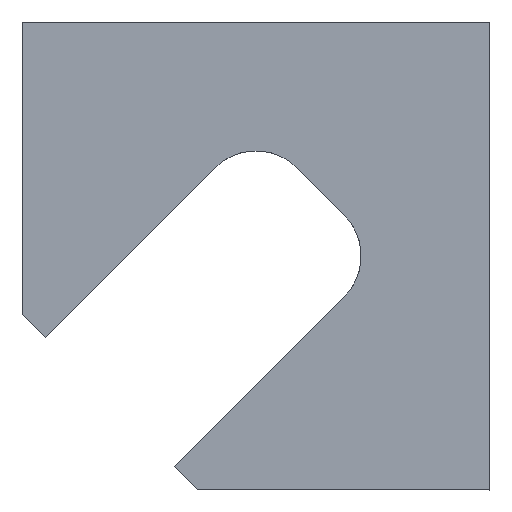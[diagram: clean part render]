
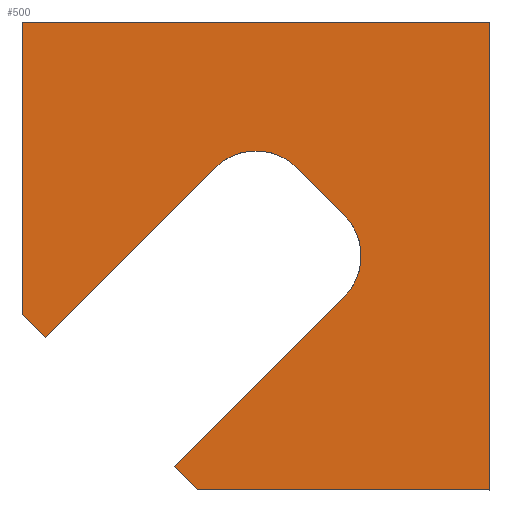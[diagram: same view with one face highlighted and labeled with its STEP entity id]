
A CAD part, front view. The second image highlights one B-rep face of the part: STEP entity #500.
In plain terms, the highlighted planar face has unit normal (0, -1, 0).
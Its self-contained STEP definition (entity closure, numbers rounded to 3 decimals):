
#23=PLANE('',#563);
#73=FACE_OUTER_BOUND('',#109,.T.);
#109=EDGE_LOOP('',(#443,#444,#445,#446,#447,#448,#449,#450,#451,#452,#453));
#127=CIRCLE('',#545,4.);
#130=CIRCLE('',#553,4.);
#148=LINE('',#939,#188);
#153=LINE('',#950,#193);
#157=LINE('',#957,#197);
#164=LINE('',#968,#204);
#165=LINE('',#970,#205);
#166=LINE('',#972,#206);
#167=LINE('',#975,#207);
#169=LINE('',#979,#209);
#170=LINE('',#980,#210);
#188=VECTOR('',#650,2.235);
#193=VECTOR('',#657,2.235);
#197=VECTOR('',#663,20.);
#204=VECTOR('',#674,4.5);
#205=VECTOR('',#677,16.392);
#206=VECTOR('',#680,16.392);
#207=VECTOR('',#683,20.);
#209=VECTOR('',#687,32.);
#210=VECTOR('',#688,32.);
#238=VERTEX_POINT('',#885);
#239=VERTEX_POINT('',#887);
#246=VERTEX_POINT('',#925);
#247=VERTEX_POINT('',#927);
#250=VERTEX_POINT('',#935);
#252=VERTEX_POINT('',#938);
#256=VERTEX_POINT('',#947);
#257=VERTEX_POINT('',#949);
#259=VERTEX_POINT('',#955);
#262=VERTEX_POINT('',#974);
#263=VERTEX_POINT('',#978);
#292=EDGE_CURVE('',#239,#238,#127,.T.);
#303=EDGE_CURVE('',#247,#246,#130,.T.);
#308=EDGE_CURVE('',#252,#250,#148,.T.);
#313=EDGE_CURVE('',#257,#256,#153,.T.);
#317=EDGE_CURVE('',#256,#259,#157,.T.);
#324=EDGE_CURVE('',#246,#239,#164,.T.);
#325=EDGE_CURVE('',#250,#247,#165,.T.);
#326=EDGE_CURVE('',#238,#257,#166,.T.);
#327=EDGE_CURVE('',#262,#252,#167,.T.);
#329=EDGE_CURVE('',#263,#259,#169,.T.);
#330=EDGE_CURVE('',#262,#263,#170,.T.);
#443=ORIENTED_EDGE('',*,*,#313,.T.);
#444=ORIENTED_EDGE('',*,*,#317,.T.);
#445=ORIENTED_EDGE('',*,*,#329,.F.);
#446=ORIENTED_EDGE('',*,*,#330,.F.);
#447=ORIENTED_EDGE('',*,*,#327,.T.);
#448=ORIENTED_EDGE('',*,*,#308,.T.);
#449=ORIENTED_EDGE('',*,*,#325,.T.);
#450=ORIENTED_EDGE('',*,*,#303,.T.);
#451=ORIENTED_EDGE('',*,*,#324,.T.);
#452=ORIENTED_EDGE('',*,*,#292,.T.);
#453=ORIENTED_EDGE('',*,*,#326,.T.);
#500=ADVANCED_FACE('',(#73),#23,.T.);
#545=AXIS2_PLACEMENT_3D('',#888,#621,#622);
#553=AXIS2_PLACEMENT_3D('',#928,#641,#642);
#563=AXIS2_PLACEMENT_3D('',#977,#685,#686);
#621=DIRECTION('center_axis',(0.,1.,0.));
#622=DIRECTION('ref_axis',(-1.,0.,0.));
#641=DIRECTION('center_axis',(0.,1.,0.));
#642=DIRECTION('ref_axis',(-1.,0.,0.));
#650=DIRECTION('',(0.707,0.,-0.707));
#657=DIRECTION('',(0.707,0.,-0.707));
#663=DIRECTION('',(1.,0.,0.));
#674=DIRECTION('',(0.707,0.,-0.707));
#677=DIRECTION('',(0.707,0.,0.707));
#680=DIRECTION('',(-0.707,0.,-0.707));
#683=DIRECTION('',(0.,0.,-1.));
#685=DIRECTION('center_axis',(0.,-1.,0.));
#686=DIRECTION('ref_axis',(0.,0.,-1.));
#687=DIRECTION('',(0.,0.,-1.));
#688=DIRECTION('',(1.,0.,0.));
#885=CARTESIAN_POINT('',(-2646.939,-1331.165,-231.831));
#887=CARTESIAN_POINT('',(-2646.939,-1331.165,-226.174));
#888=CARTESIAN_POINT('Origin',(-2649.768,-1331.165,-229.003));
#925=CARTESIAN_POINT('',(-2650.121,-1331.165,-222.992));
#927=CARTESIAN_POINT('',(-2655.778,-1331.165,-222.992));
#928=CARTESIAN_POINT('Origin',(-2652.95,-1331.165,-225.821));
#935=CARTESIAN_POINT('',(-2667.369,-1331.165,-234.583));
#938=CARTESIAN_POINT('',(-2668.95,-1331.165,-233.003));
#939=CARTESIAN_POINT('',(-2668.95,-1331.165,-233.003));
#947=CARTESIAN_POINT('',(-2656.95,-1331.165,-245.003));
#949=CARTESIAN_POINT('',(-2658.53,-1331.165,-243.422));
#950=CARTESIAN_POINT('',(-2658.53,-1331.165,-243.422));
#955=CARTESIAN_POINT('',(-2636.95,-1331.165,-245.003));
#957=CARTESIAN_POINT('',(-2656.95,-1331.165,-245.003));
#968=CARTESIAN_POINT('',(-2650.121,-1331.165,-222.992));
#970=CARTESIAN_POINT('',(-2667.369,-1331.165,-234.583));
#972=CARTESIAN_POINT('',(-2646.939,-1331.165,-231.831));
#974=CARTESIAN_POINT('',(-2668.95,-1331.165,-213.003));
#975=CARTESIAN_POINT('',(-2668.95,-1331.165,-213.003));
#977=CARTESIAN_POINT('Origin',(-2670.55,-1331.165,-211.403));
#978=CARTESIAN_POINT('',(-2636.95,-1331.165,-213.003));
#979=CARTESIAN_POINT('',(-2636.95,-1331.165,-213.003));
#980=CARTESIAN_POINT('',(-2668.95,-1331.165,-213.003));
